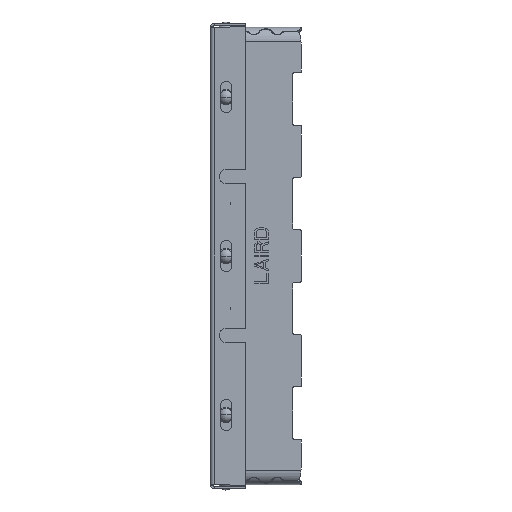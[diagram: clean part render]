
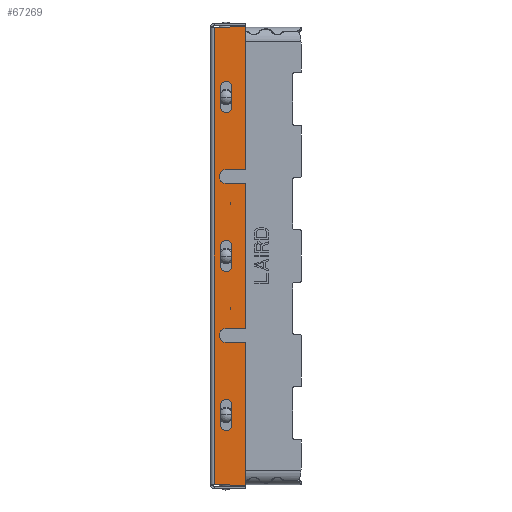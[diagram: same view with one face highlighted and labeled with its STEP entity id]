
A CAD part, left-side view. The second image highlights one B-rep face of the part: STEP entity #67269.
In plain terms, the highlighted planar face has unit normal (-1, 0, 0).
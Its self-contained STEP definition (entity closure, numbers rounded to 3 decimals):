
#62540=DIRECTION('',(0.,-0.998,0.056));
#62541=VECTOR('',#62540,1.803);
#62542=CARTESIAN_POINT('',(-13.335,0.8,13.075));
#62543=LINE('',#62542,#62541);
#62544=DIRECTION('',(0.,1.,0.));
#62545=VECTOR('',#62544,1.1);
#62546=CARTESIAN_POINT('',(-13.335,-1.,4.955));
#62547=LINE('',#62546,#62545);
#62548=CARTESIAN_POINT('',(-13.335,0.1,4.555));
#62549=DIRECTION('',(1.,0.,0.));
#62550=DIRECTION('',(0.,0.,-1.));
#62551=AXIS2_PLACEMENT_3D('',#62548,#62549,#62550);
#62553=DIRECTION('',(0.,1.,0.));
#62554=VECTOR('',#62553,1.1);
#62555=CARTESIAN_POINT('',(-13.335,-1.,4.155));
#62556=LINE('',#62555,#62554);
#62557=DIRECTION('',(0.,1.,0.));
#62558=VECTOR('',#62557,1.1);
#62559=CARTESIAN_POINT('',(-13.335,-1.,-4.155));
#62560=LINE('',#62559,#62558);
#62561=CARTESIAN_POINT('',(-13.335,0.1,-4.555));
#62562=DIRECTION('',(1.,0.,0.));
#62563=DIRECTION('',(0.,0.,-1.));
#62564=AXIS2_PLACEMENT_3D('',#62561,#62562,#62563);
#62566=DIRECTION('',(0.,1.,0.));
#62567=VECTOR('',#62566,1.1);
#62568=CARTESIAN_POINT('',(-13.335,-1.,-4.955));
#62569=LINE('',#62568,#62567);
#62570=DIRECTION('',(0.,-0.998,
-0.056));
#62571=VECTOR('',#62570,1.803);
#62572=CARTESIAN_POINT('',(-13.335,0.8,-13.075));
#62573=LINE('',#62572,#62571);
#62574=DIRECTION('',(0.,0.,-1.));
#62575=VECTOR('',#62574,26.149);
#62576=CARTESIAN_POINT('',(-13.335,0.8,13.075));
#62577=LINE('',#62576,#62575);
#62578=DIRECTION('',(0.,0.,-1.));
#62579=VECTOR('',#62578,1.13);
#62580=CARTESIAN_POINT('',(-13.335,0.425,0.565));
#62581=LINE('',#62580,#62579);
#62582=CARTESIAN_POINT('',(-13.335,0.1,-0.565));
#62583=DIRECTION('',(1.,0.,0.));
#62584=DIRECTION('',(0.,-1.,0.));
#62585=AXIS2_PLACEMENT_3D('',#62582,#62583,#62584);
#62587=DIRECTION('',(0.,0.,1.));
#62588=VECTOR('',#62587,1.13);
#62589=CARTESIAN_POINT('',(-13.335,-0.225,-0.565));
#62590=LINE('',#62589,#62588);
#62591=CARTESIAN_POINT('',(-13.335,0.1,0.565));
#62592=DIRECTION('',(1.,0.,0.));
#62593=DIRECTION('',(0.,1.,0.));
#62594=AXIS2_PLACEMENT_3D('',#62591,#62592,#62593);
#62596=DIRECTION('',(0.,0.,-1.));
#62597=VECTOR('',#62596,1.13);
#62598=CARTESIAN_POINT('',(-13.335,0.425,9.675));
#62599=LINE('',#62598,#62597);
#62600=CARTESIAN_POINT('',(-13.335,0.1,8.545));
#62601=DIRECTION('',(1.,0.,0.));
#62602=DIRECTION('',(0.,-1.,0.));
#62603=AXIS2_PLACEMENT_3D('',#62600,#62601,#62602);
#62605=DIRECTION('',(0.,0.,1.));
#62606=VECTOR('',#62605,1.13);
#62607=CARTESIAN_POINT('',(-13.335,-0.225,8.545));
#62608=LINE('',#62607,#62606);
#62609=CARTESIAN_POINT('',(-13.335,0.1,9.675));
#62610=DIRECTION('',(1.,0.,0.));
#62611=DIRECTION('',(0.,1.,0.));
#62612=AXIS2_PLACEMENT_3D('',#62609,#62610,#62611);
#62614=DIRECTION('',(0.,0.,-1.));
#62615=VECTOR('',#62614,1.13);
#62616=CARTESIAN_POINT('',(-13.335,0.425,-8.545));
#62617=LINE('',#62616,#62615);
#62618=CARTESIAN_POINT('',(-13.335,0.1,-9.675));
#62619=DIRECTION('',(1.,0.,0.));
#62620=DIRECTION('',(0.,-1.,0.));
#62621=AXIS2_PLACEMENT_3D('',#62618,#62619,#62620);
#62623=DIRECTION('',(0.,0.,1.));
#62624=VECTOR('',#62623,1.13);
#62625=CARTESIAN_POINT('',(-13.335,-0.225,-9.675));
#62626=LINE('',#62625,#62624);
#62627=CARTESIAN_POINT('',(-13.335,0.1,-8.545));
#62628=DIRECTION('',(1.,0.,0.));
#62629=DIRECTION('',(0.,1.,0.));
#62630=AXIS2_PLACEMENT_3D('',#62627,#62628,#62629);
#62676=DIRECTION('',(0.,0.,1.));
#62677=VECTOR('',#62676,8.22);
#62678=CARTESIAN_POINT('',(-13.335,-1.,4.955));
#62679=LINE('',#62678,#62677);
#62680=DIRECTION('',(0.,0.,1.));
#62681=VECTOR('',#62680,8.22);
#62682=CARTESIAN_POINT('',(-13.335,-1.,-13.175));
#62683=LINE('',#62682,#62681);
#62696=DIRECTION('',(0.,0.,-1.));
#62697=VECTOR('',#62696,8.31);
#62698=CARTESIAN_POINT('',(-13.335,-1.,4.155));
#62699=LINE('',#62698,#62697);
#66592=CARTESIAN_POINT('',(-13.335,0.1,-4.955));
#66593=CARTESIAN_POINT('',(-13.335,0.1,-4.155));
#66594=VERTEX_POINT('',#66592);
#66595=VERTEX_POINT('',#66593);
#66596=CARTESIAN_POINT('',(-13.335,-1.,-4.955));
#66597=VERTEX_POINT('',#66596);
#66598=CARTESIAN_POINT('',(-13.335,-1.,-4.155));
#66599=VERTEX_POINT('',#66598);
#66600=CARTESIAN_POINT('',(-13.335,0.1,4.155));
#66601=CARTESIAN_POINT('',(-13.335,0.1,4.955));
#66602=VERTEX_POINT('',#66600);
#66603=VERTEX_POINT('',#66601);
#66604=CARTESIAN_POINT('',(-13.335,-1.,4.155));
#66605=VERTEX_POINT('',#66604);
#66606=CARTESIAN_POINT('',(-13.335,-1.,4.955));
#66607=VERTEX_POINT('',#66606);
#66664=CARTESIAN_POINT('',(-13.335,0.425,0.565));
#66665=CARTESIAN_POINT('',(-13.335,0.425,-0.565));
#66666=VERTEX_POINT('',#66664);
#66667=VERTEX_POINT('',#66665);
#66668=CARTESIAN_POINT('',(-13.335,-0.225,-0.565));
#66669=VERTEX_POINT('',#66668);
#66670=CARTESIAN_POINT('',(-13.335,-0.225,0.565));
#66671=VERTEX_POINT('',#66670);
#66672=CARTESIAN_POINT('',(-13.335,0.425,9.675));
#66673=CARTESIAN_POINT('',(-13.335,0.425,8.545));
#66674=VERTEX_POINT('',#66672);
#66675=VERTEX_POINT('',#66673);
#66676=CARTESIAN_POINT('',(-13.335,-0.225,8.545));
#66677=VERTEX_POINT('',#66676);
#66678=CARTESIAN_POINT('',(-13.335,-0.225,9.675));
#66679=VERTEX_POINT('',#66678);
#66680=CARTESIAN_POINT('',(-13.335,0.425,-8.545));
#66681=CARTESIAN_POINT('',(-13.335,0.425,-9.675));
#66682=VERTEX_POINT('',#66680);
#66683=VERTEX_POINT('',#66681);
#66684=CARTESIAN_POINT('',(-13.335,-0.225,-9.675));
#66685=VERTEX_POINT('',#66684);
#66686=CARTESIAN_POINT('',(-13.335,-0.225,-8.545));
#66687=VERTEX_POINT('',#66686);
#66902=CARTESIAN_POINT('',(-13.335,0.8,-13.075));
#66903=CARTESIAN_POINT('',(-13.335,-1.,-13.175));
#66904=VERTEX_POINT('',#66902);
#66905=VERTEX_POINT('',#66903);
#66922=CARTESIAN_POINT('',(-13.335,0.8,13.075));
#66923=CARTESIAN_POINT('',(-13.335,-1.,13.175));
#66924=VERTEX_POINT('',#66922);
#66925=VERTEX_POINT('',#66923);
#67208=CARTESIAN_POINT('',(-13.335,0.8,13.135));
#67209=DIRECTION('',(-1.,0.,0.));
#67210=DIRECTION('',(0.,-1.,0.));
#67211=AXIS2_PLACEMENT_3D('',#67208,#67209,#67210);
#67212=PLANE('',#67211);
#67214=ORIENTED_EDGE('',*,*,#67213,.T.);
#67216=ORIENTED_EDGE('',*,*,#67215,.F.);
#67218=ORIENTED_EDGE('',*,*,#67217,.T.);
#67220=ORIENTED_EDGE('',*,*,#67219,.F.);
#67222=ORIENTED_EDGE('',*,*,#67221,.F.);
#67224=ORIENTED_EDGE('',*,*,#67223,.T.);
#67226=ORIENTED_EDGE('',*,*,#67225,.T.);
#67228=ORIENTED_EDGE('',*,*,#67227,.F.);
#67230=ORIENTED_EDGE('',*,*,#67229,.F.);
#67232=ORIENTED_EDGE('',*,*,#67231,.F.);
#67234=ORIENTED_EDGE('',*,*,#67233,.F.);
#67236=ORIENTED_EDGE('',*,*,#67235,.F.);
#67237=EDGE_LOOP('',(#67214,#67216,#67218,#67220,#67222,#67224,#67226,#67228,
#67230,#67232,#67234,#67236));
#67238=FACE_OUTER_BOUND('',#67237,.F.);
#67240=ORIENTED_EDGE('',*,*,#67239,.T.);
#67242=ORIENTED_EDGE('',*,*,#67241,.F.);
#67244=ORIENTED_EDGE('',*,*,#67243,.T.);
#67246=ORIENTED_EDGE('',*,*,#67245,.F.);
#67247=EDGE_LOOP('',(#67240,#67242,#67244,#67246));
#67248=FACE_BOUND('',#67247,.F.);
#67250=ORIENTED_EDGE('',*,*,#67249,.T.);
#67252=ORIENTED_EDGE('',*,*,#67251,.F.);
#67254=ORIENTED_EDGE('',*,*,#67253,.T.);
#67256=ORIENTED_EDGE('',*,*,#67255,.F.);
#67257=EDGE_LOOP('',(#67250,#67252,#67254,#67256));
#67258=FACE_BOUND('',#67257,.F.);
#67260=ORIENTED_EDGE('',*,*,#67259,.T.);
#67262=ORIENTED_EDGE('',*,*,#67261,.F.);
#67264=ORIENTED_EDGE('',*,*,#67263,.T.);
#67266=ORIENTED_EDGE('',*,*,#67265,.F.);
#67267=EDGE_LOOP('',(#67260,#67262,#67264,#67266));
#67268=FACE_BOUND('',#67267,.F.);
#62552=CIRCLE('',#62551,0.4);
#62565=CIRCLE('',#62564,0.4);
#62586=CIRCLE('',#62585,0.325);
#62595=CIRCLE('',#62594,0.325);
#62604=CIRCLE('',#62603,0.325);
#62613=CIRCLE('',#62612,0.325);
#62622=CIRCLE('',#62621,0.325);
#62631=CIRCLE('',#62630,0.325);
#67213=EDGE_CURVE('',#66924,#66925,#62543,.T.);
#67215=EDGE_CURVE('',#66607,#66925,#62679,.T.);
#67217=EDGE_CURVE('',#66607,#66603,#62547,.T.);
#67219=EDGE_CURVE('',#66602,#66603,#62552,.T.);
#67221=EDGE_CURVE('',#66605,#66602,#62556,.T.);
#67223=EDGE_CURVE('',#66605,#66599,#62699,.T.);
#67225=EDGE_CURVE('',#66599,#66595,#62560,.T.);
#67227=EDGE_CURVE('',#66594,#66595,#62565,.T.);
#67229=EDGE_CURVE('',#66597,#66594,#62569,.T.);
#67231=EDGE_CURVE('',#66905,#66597,#62683,.T.);
#67233=EDGE_CURVE('',#66904,#66905,#62573,.T.);
#67235=EDGE_CURVE('',#66924,#66904,#62577,.T.);
#67239=EDGE_CURVE('',#66666,#66667,#62581,.T.);
#67241=EDGE_CURVE('',#66669,#66667,#62586,.T.);
#67243=EDGE_CURVE('',#66669,#66671,#62590,.T.);
#67245=EDGE_CURVE('',#66666,#66671,#62595,.T.);
#67249=EDGE_CURVE('',#66674,#66675,#62599,.T.);
#67251=EDGE_CURVE('',#66677,#66675,#62604,.T.);
#67253=EDGE_CURVE('',#66677,#66679,#62608,.T.);
#67255=EDGE_CURVE('',#66674,#66679,#62613,.T.);
#67259=EDGE_CURVE('',#66682,#66683,#62617,.T.);
#67261=EDGE_CURVE('',#66685,#66683,#62622,.T.);
#67263=EDGE_CURVE('',#66685,#66687,#62626,.T.);
#67265=EDGE_CURVE('',#66682,#66687,#62631,.T.);
#67269=ADVANCED_FACE('',(#67238,#67248,#67258,#67268),#67212,.T.);
